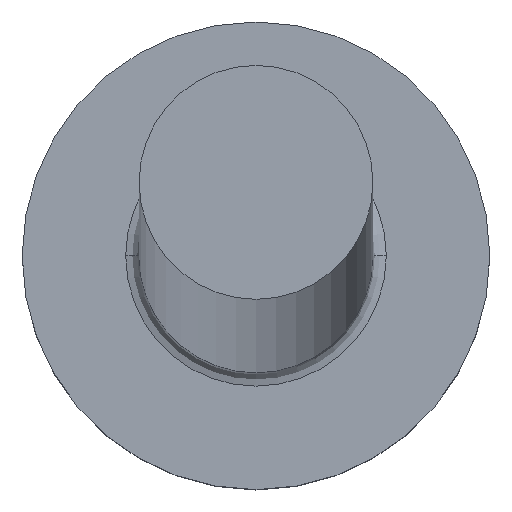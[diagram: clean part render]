
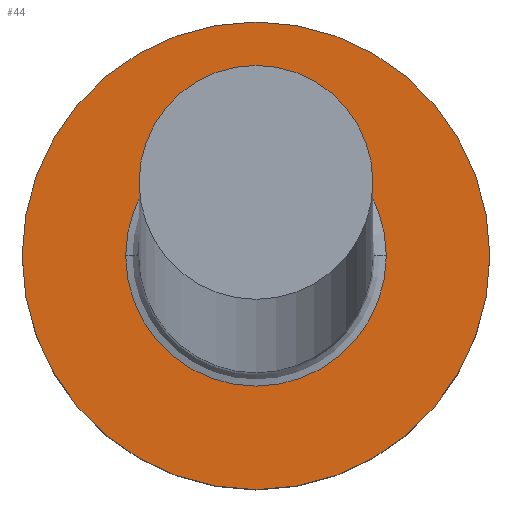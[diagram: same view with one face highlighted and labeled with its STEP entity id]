
A CAD part, top view. The second image highlights one B-rep face of the part: STEP entity #44.
In plain terms, the highlighted planar face has unit normal (0, 0, 1).
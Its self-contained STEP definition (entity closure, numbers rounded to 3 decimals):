
#5 = VERTEX_POINT ( 'NONE', #212 ) ;
#12 = DIRECTION ( 'NONE',  ( 0., 0., 1. ) ) ;
#22 = ORIENTED_EDGE ( 'NONE', *, *, #36, .T. ) ;
#28 = CARTESIAN_POINT ( 'NONE',  ( 0., 0., 3. ) ) ;
#30 = ORIENTED_EDGE ( 'NONE', *, *, #283, .T. ) ;
#36 = EDGE_CURVE ( 'NONE', #95, #5, #285, .T. ) ;
#37 = CARTESIAN_POINT ( 'NONE',  ( 1.95, 0., 3. ) ) ;
#43 = AXIS2_PLACEMENT_3D ( 'NONE', #196, #12, #216 ) ;
#44 = ADVANCED_FACE ( 'NONE', ( #284, #193 ), #255, .T. ) ;
#46 = DIRECTION ( 'NONE',  ( 1., 0., 0. ) ) ;
#95 = VERTEX_POINT ( 'NONE', #145 ) ;
#105 = CARTESIAN_POINT ( 'NONE',  ( 0., 0., 3. ) ) ;
#121 = ORIENTED_EDGE ( 'NONE', *, *, #217, .T. ) ;
#124 = EDGE_LOOP ( 'NONE', ( #121, #235 ) ) ;
#145 = CARTESIAN_POINT ( 'NONE',  ( -3.5, 0., 3. ) ) ;
#146 = CARTESIAN_POINT ( 'NONE',  ( 0., 0., 3. ) ) ;
#149 = EDGE_CURVE ( 'NONE', #189, #192, #219, .T. ) ;
#158 = CARTESIAN_POINT ( 'NONE',  ( 0., 0., 3. ) ) ;
#168 = AXIS2_PLACEMENT_3D ( 'NONE', #158, #201, #176 ) ;
#176 = DIRECTION ( 'NONE',  ( 1., 0., 0. ) ) ;
#184 = DIRECTION ( 'NONE',  ( 0., 0., 1. ) ) ;
#189 = VERTEX_POINT ( 'NONE', #221 ) ;
#192 = VERTEX_POINT ( 'NONE', #37 ) ;
#193 = FACE_OUTER_BOUND ( 'NONE', #264, .T. ) ;
#196 = CARTESIAN_POINT ( 'NONE',  ( 0., 0., 3. ) ) ;
#201 = DIRECTION ( 'NONE',  ( 0., 0., -1. ) ) ;
#208 = DIRECTION ( 'NONE',  ( 0., 0., 1. ) ) ;
#212 = CARTESIAN_POINT ( 'NONE',  ( 3.5, 0., 3. ) ) ;
#214 = AXIS2_PLACEMENT_3D ( 'NONE', #105, #208, #301 ) ;
#216 = DIRECTION ( 'NONE',  ( 1., 0., 0. ) ) ;
#217 = EDGE_CURVE ( 'NONE', #192, #189, #263, .T. ) ;
#219 = CIRCLE ( 'NONE', #247, 1.95 ) ;
#221 = CARTESIAN_POINT ( 'NONE',  ( -1.95, 0., 3. ) ) ;
#225 = AXIS2_PLACEMENT_3D ( 'NONE', #28, #184, #46 ) ;
#235 = ORIENTED_EDGE ( 'NONE', *, *, #149, .T. ) ;
#247 = AXIS2_PLACEMENT_3D ( 'NONE', #146, #262, #249 ) ;
#249 = DIRECTION ( 'NONE',  ( 1., 0., 0. ) ) ;
#255 = PLANE ( 'NONE',  #225 ) ;
#262 = DIRECTION ( 'NONE',  ( 0., 0., -1. ) ) ;
#263 = CIRCLE ( 'NONE', #168, 1.95 ) ;
#264 = EDGE_LOOP ( 'NONE', ( #22, #30 ) ) ;
#283 = EDGE_CURVE ( 'NONE', #5, #95, #302, .T. ) ;
#284 = FACE_BOUND ( 'NONE', #124, .T. ) ;
#285 = CIRCLE ( 'NONE', #214, 3.5 ) ;
#301 = DIRECTION ( 'NONE',  ( 1., 0., 0. ) ) ;
#302 = CIRCLE ( 'NONE', #43, 3.5 ) ;
